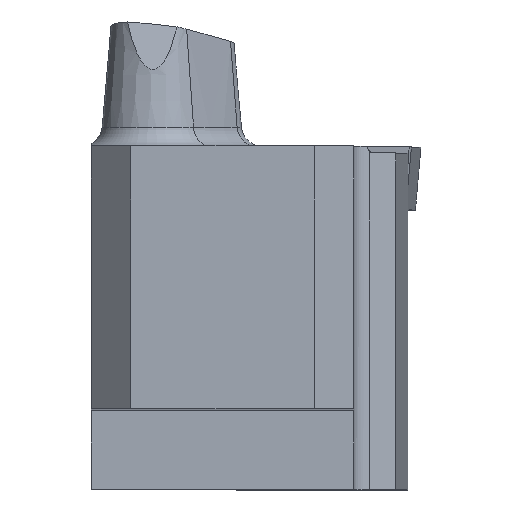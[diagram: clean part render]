
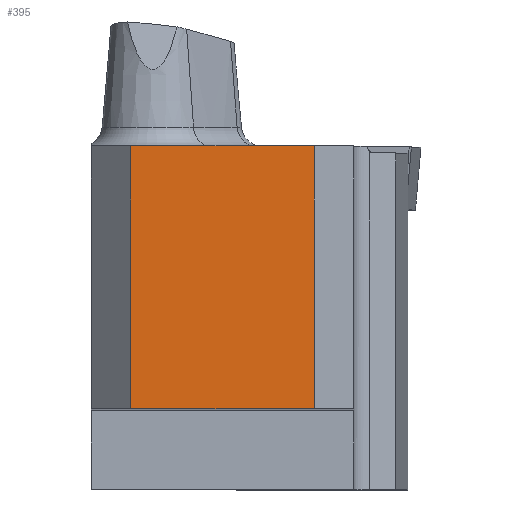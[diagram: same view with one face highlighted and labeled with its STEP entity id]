
A CAD part, top view. The second image highlights one B-rep face of the part: STEP entity #395.
In plain terms, the highlighted planar face has unit normal (0, 0, 1).
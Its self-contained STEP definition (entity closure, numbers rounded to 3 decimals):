
#395=ADVANCED_FACE('CU_BACK_SU1',(#569),#500,.F.);
#500=PLANE('',#2207);
#569=FACE_OUTER_BOUND('',#665,.T.);
#665=EDGE_LOOP('',(#932,#933,#934,#935));
#932=ORIENTED_EDGE('',*,*,#1650,.F.);
#933=ORIENTED_EDGE('',*,*,#1651,.F.);
#934=ORIENTED_EDGE('',*,*,#1652,.T.);
#935=ORIENTED_EDGE('',*,*,#1648,.T.);
#1427=VERTEX_POINT('',#3334);
#1428=VERTEX_POINT('',#3336);
#1429=VERTEX_POINT('',#3340);
#1430=VERTEX_POINT('',#3342);
#1648=EDGE_CURVE('',#1428,#1427,#1877,.T.);
#1650=EDGE_CURVE('',#1429,#1427,#1879,.T.);
#1651=EDGE_CURVE('',#1430,#1429,#1880,.T.);
#1652=EDGE_CURVE('',#1430,#1428,#1881,.T.);
#1877=LINE('',#3335,#2009);
#1879=LINE('',#3339,#2011);
#1880=LINE('',#3341,#2012);
#1881=LINE('',#3343,#2013);
#2009=VECTOR('',#2551,1.);
#2011=VECTOR('',#2555,1.);
#2012=VECTOR('',#2556,1.);
#2013=VECTOR('',#2557,1.);
#2207=AXIS2_PLACEMENT_3D('',#3344,#2558,#2559);
#2551=DIRECTION('',(1.,0.,0.));
#2555=DIRECTION('',(0.,-1.,0.));
#2556=DIRECTION('',(1.,0.,0.));
#2557=DIRECTION('',(0.,-1.,0.));
#2558=DIRECTION('',(0.,0.,-1.));
#2559=DIRECTION('',(1.,0.,0.));
#3334=CARTESIAN_POINT('',(16.925,0.,0.));
#3335=CARTESIAN_POINT('',(110.,0.,0.));
#3336=CARTESIAN_POINT('',(3.,0.,0.));
#3339=CARTESIAN_POINT('',(16.925,0.,0.));
#3340=CARTESIAN_POINT('',(16.925,19.925,0.));
#3341=CARTESIAN_POINT('',(110.,19.925,0.));
#3342=CARTESIAN_POINT('',(3.,19.925,0.));
#3343=CARTESIAN_POINT('',(3.,0.,0.));
#3344=CARTESIAN_POINT('',(-17.496,39.925,0.));
